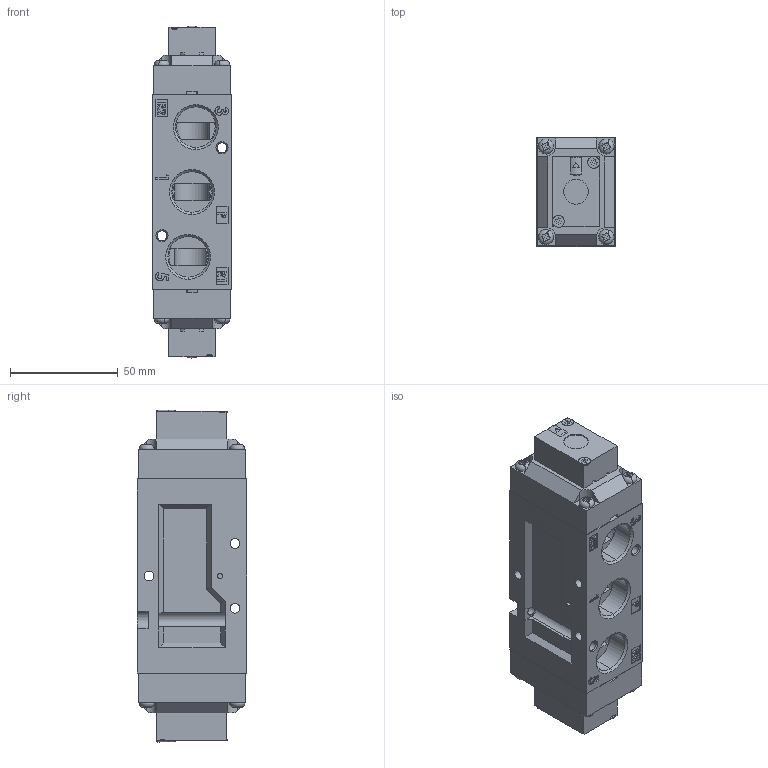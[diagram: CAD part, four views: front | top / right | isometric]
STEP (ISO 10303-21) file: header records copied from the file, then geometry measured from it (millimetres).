
FILE_DESCRIPTION (( 'STEP AP203' ), '1' );
FILE_NAME ('SFP6200.STEP', '2013-01-22T09:36:18', ( '' ), ( '' ), 'SwSTEP 2.0', 'SolidWorks 2008', '' );
FILE_SCHEMA (( 'CONFIG_CONTROL_DESIGN' ));
Length unit declared in the file: millimetre
Products named in the file (8): SFP6200; Body_ル遽; semi_ル遽; SemiPilot_ル遽; SemiPilotBolt(M4xL20)_ル遽; MASTE_ル遽; MasterPilot_ル遽; MasterPilotBolt(M3xL17)_ル遽
Assembly tree (17 placements, depth 3):
  SFP6200
    semi_ル遽
      SemiPilotBolt(M4xL20)_ル遽  x4
      SemiPilot_ル遽
    SemiPilotBolt(M4xL20)_ル遽  x4
    MASTE_ル遽  x2
      MasterPilotBolt(M3xL17)_ル遽
      MasterPilot_ル遽
    Body_ル遽
    SemiPilot_ル遽
Bounding box: 36.4 x 50.7 x 154 mm (x, y, z)
Volume: 142405.5 mm3; surface area: 76403.6 mm2
Topology: 17 solids, 17 shells, 1428 faces, 3752 edges, 2445 vertices
Faces by surface type: plane 833, cylinder 431, cone 82, bspline 60, torus 22
Entity records: 30498 total; most frequent: CARTESIAN_POINT 8837, ORIENTED_EDGE 4354, DIRECTION 4134, EDGE_CURVE 2177, VERTEX_POINT 1415, AXIS2_PLACEMENT_3D 1384, VECTOR 1366, LINE 1366
